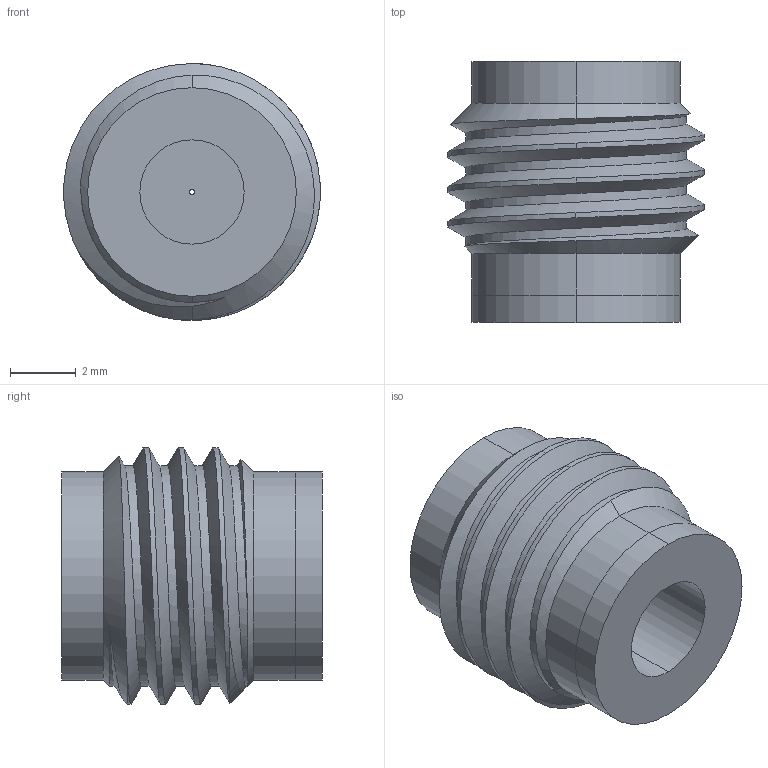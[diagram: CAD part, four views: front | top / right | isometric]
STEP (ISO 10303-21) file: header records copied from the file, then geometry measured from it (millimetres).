
FILE_DESCRIPTION (( 'STEP AP203' ), '1' );
FILE_NAME ('FR-SS-06.STEP', '2025-08-25T19:45:07', ( '' ), ( '' ), 'SwSTEP 2.0', 'SolidWorks 2018', '' );
FILE_SCHEMA (( 'CONFIG_CONTROL_DESIGN' ));
Length unit declared in the file: inch
Products named in the file (3): FR-SS-06; PRT-003542; PRT-000069
Assembly tree (2 placements, depth 2):
  FR-SS-06
    PRT-003542
    PRT-000069
Bounding box: 7.81 x 7.94 x 7.82 mm (x, y, z)
Volume: 215.3 mm3; surface area: 472.3 mm2
Topology: 2 solids, 2 shells, 63 faces, 143 edges, 91 vertices
Faces by surface type: cylinder 29, plane 17, cone 14, bspline 3
Entity records: 4348 total; most frequent: CARTESIAN_POINT 2658, DIRECTION 294, ORIENTED_EDGE 286, EDGE_CURVE 143, AXIS2_PLACEMENT_3D 120, VERTEX_POINT 91, EDGE_LOOP 74, FACE_OUTER_BOUND 63
